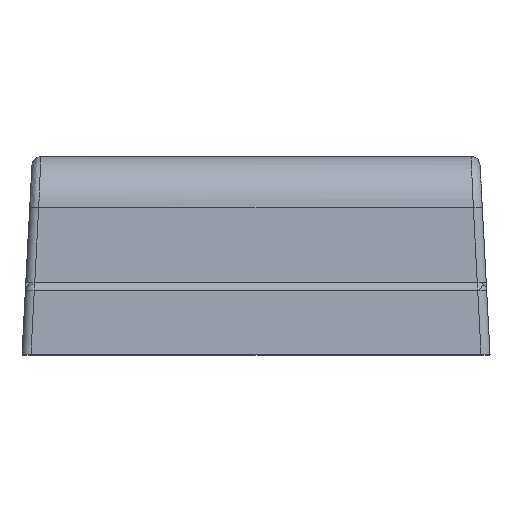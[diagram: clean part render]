
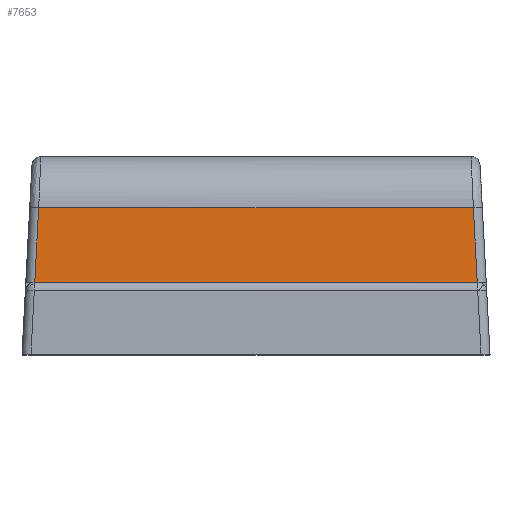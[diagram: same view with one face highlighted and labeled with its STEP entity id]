
A CAD part, top view. The second image highlights one B-rep face of the part: STEP entity #7653.
In plain terms, the highlighted planar face has unit normal (0, 0.052, 0.999).
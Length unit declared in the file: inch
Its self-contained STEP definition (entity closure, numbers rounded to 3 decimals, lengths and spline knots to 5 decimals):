
#98 = DIRECTION ( 'NONE',  ( 1., 0., 0. ) ) ;
#770 = VECTOR ( 'NONE', #98, 39.37008 ) ;
#771 = CARTESIAN_POINT ( 'NONE',  ( 0.51437, 0.16366, 0.61506 ) ) ;
#772 = LINE ( 'NONE', #771, #770 ) ;
#6420 = VERTEX_POINT ( 'NONE', #20404 ) ;
#6568 = VERTEX_POINT ( 'NONE', #20833 ) ;
#6595 = EDGE_CURVE ( 'NONE', #6568, #6420, #21059, .T. ) ;
#7229 = ORIENTED_EDGE ( 'NONE', *, *, #6595, .T. ) ;
#7305 = ORIENTED_EDGE ( 'NONE', *, *, #7340, .T. ) ;
#7307 = ORIENTED_EDGE ( 'NONE', *, *, #7586, .T. ) ;
#7340 = EDGE_CURVE ( 'NONE', #7355, #7361, #20418, .T. ) ;
#7355 = VERTEX_POINT ( 'NONE', #20672 ) ;
#7361 = VERTEX_POINT ( 'NONE', #20682 ) ;
#7407 = EDGE_LOOP ( 'NONE', ( #7409, #7305, #7307, #7229 ) ) ;
#7409 = ORIENTED_EDGE ( 'NONE', *, *, #7412, .F. ) ;
#7412 = EDGE_CURVE ( 'NONE', #7355, #6420, #772, .T. ) ;
#7586 = EDGE_CURVE ( 'NONE', #7361, #6568, #18186, .T. ) ;
#7653 = ADVANCED_FACE ( 'NONE', ( #16605 ), #16610, .T. ) ;
#16601 = DIRECTION ( 'NONE',  ( 0., -0.999, 0.052 ) ) ;
#16602 = DIRECTION ( 'NONE',  ( 0., 0.052, 0.999 ) ) ;
#16603 = CARTESIAN_POINT ( 'NONE',  ( -0.51181, 0.27559, 0.60919 ) ) ;
#16604 = AXIS2_PLACEMENT_3D ( 'NONE', #16603, #16602, #16601 ) ;
#16605 = FACE_OUTER_BOUND ( 'NONE', #7407, .T. ) ;
#16610 = PLANE ( 'NONE',  #16604 ) ;
#18183 = DIRECTION ( 'NONE',  ( 1., 0., 0. ) ) ;
#18184 = VECTOR ( 'NONE', #18183, 39.37008 ) ;
#18185 = CARTESIAN_POINT ( 'NONE',  ( -0.51181, 0., 0.62364 ) ) ;
#18186 = LINE ( 'NONE', #18185, #18184 ) ;
#20404 = CARTESIAN_POINT ( 'NONE',  ( 0.47532, 0.16366, 0.61506 ) ) ;
#20415 = DIRECTION ( 'NONE',  ( -0.052, -0.997, 0.052 ) ) ;
#20416 = VECTOR ( 'NONE', #20415, 39.37008 ) ;
#20417 = CARTESIAN_POINT ( 'NONE',  ( -0.47532, 0.16366, 0.61506 ) ) ;
#20418 = LINE ( 'NONE', #20417, #20416 ) ;
#20672 = CARTESIAN_POINT ( 'NONE',  ( -0.47532, 0.16366, 0.61506 ) ) ;
#20682 = CARTESIAN_POINT ( 'NONE',  ( -0.4839, 0., 0.62364 ) ) ;
#20833 = CARTESIAN_POINT ( 'NONE',  ( 0.4839, 0., 0.62364 ) ) ;
#21056 = DIRECTION ( 'NONE',  ( -0.052, 0.997, -0.052 ) ) ;
#21057 = VECTOR ( 'NONE', #21056, 39.37008 ) ;
#21058 = CARTESIAN_POINT ( 'NONE',  ( 0.4839, 0., 0.62364 ) ) ;
#21059 = LINE ( 'NONE', #21058, #21057 ) ;
